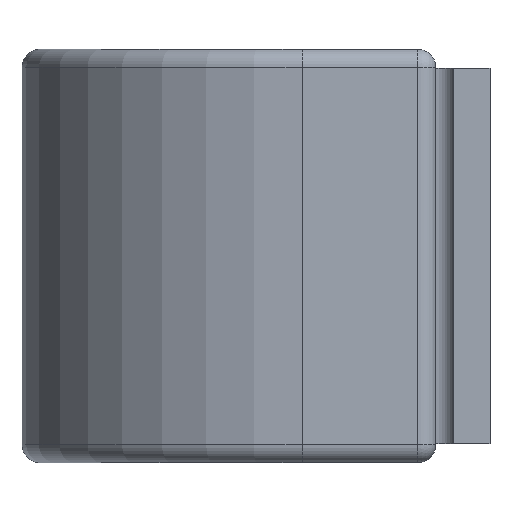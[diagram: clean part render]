
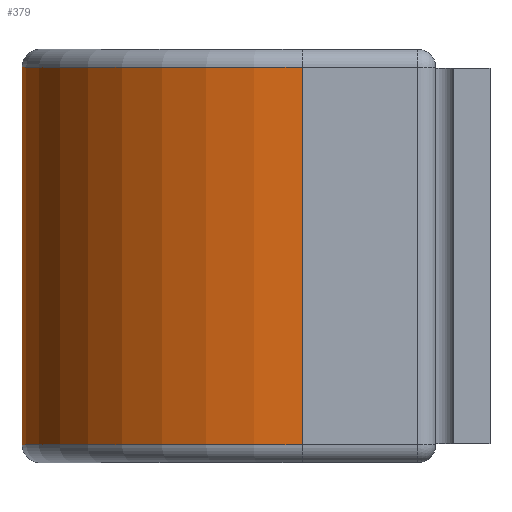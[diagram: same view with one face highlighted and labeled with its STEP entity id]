
A CAD part, left-side view. The second image highlights one B-rep face of the part: STEP entity #379.
In plain terms, the highlighted cylindrical face has radius 11.836 mm (diameter 23.673 mm), a partial arc.
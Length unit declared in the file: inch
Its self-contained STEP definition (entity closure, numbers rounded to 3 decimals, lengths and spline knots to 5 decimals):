
#17 = CYLINDRICAL_SURFACE ( 'NONE', #788, 0.466 ) ;
#131 = VERTEX_POINT ( 'NONE', #1110 ) ;
#158 = CARTESIAN_POINT ( 'NONE',  ( 0.658, 0.31225, 0.31375 ) ) ;
#219 = DIRECTION ( 'NONE',  ( 0., 0., 1. ) ) ;
#241 = DIRECTION ( 'NONE',  ( 1., 0., 0. ) ) ;
#253 = CARTESIAN_POINT ( 'NONE',  ( 1.124, 0.31225, 0.3125 ) ) ;
#275 = EDGE_LOOP ( 'NONE', ( #682, #1466, #381, #1642 ) ) ;
#287 = CIRCLE ( 'NONE', #789, 0.466 ) ;
#294 = VERTEX_POINT ( 'NONE', #1167 ) ;
#379 = ADVANCED_FACE ( 'NONE', ( #915 ), #17, .T. ) ;
#381 = ORIENTED_EDGE ( 'NONE', *, *, #1423, .T. ) ;
#544 = DIRECTION ( 'NONE',  ( 0., 0., 1. ) ) ;
#572 = CARTESIAN_POINT ( 'NONE',  ( 1.124, 0.31225, 0.31375 ) ) ;
#682 = ORIENTED_EDGE ( 'NONE', *, *, #1571, .F. ) ;
#731 = DIRECTION ( 'NONE',  ( 1., 0., 0. ) ) ;
#738 = VERTEX_POINT ( 'NONE', #158 ) ;
#769 = VECTOR ( 'NONE', #1718, 39.37008 ) ;
#775 = CIRCLE ( 'NONE', #1468, 0.466 ) ;
#788 = AXIS2_PLACEMENT_3D ( 'NONE', #253, #544, #241 ) ;
#789 = AXIS2_PLACEMENT_3D ( 'NONE', #1833, #918, #1987 ) ;
#882 = LINE ( 'NONE', #943, #769 ) ;
#915 = FACE_OUTER_BOUND ( 'NONE', #275, .T. ) ;
#918 = DIRECTION ( 'NONE',  ( 0., 0., 1. ) ) ;
#943 = CARTESIAN_POINT ( 'NONE',  ( 0.658, 0.31225, -0.31375 ) ) ;
#1005 = VERTEX_POINT ( 'NONE', #1028 ) ;
#1028 = CARTESIAN_POINT ( 'NONE',  ( 1.59, 0.31225, 0.31375 ) ) ;
#1053 = EDGE_CURVE ( 'NONE', #1005, #738, #775, .T. ) ;
#1110 = CARTESIAN_POINT ( 'NONE',  ( 1.59, 0.31225, -0.31375 ) ) ;
#1116 = VECTOR ( 'NONE', #219, 39.37008 ) ;
#1141 = LINE ( 'NONE', #1755, #1116 ) ;
#1167 = CARTESIAN_POINT ( 'NONE',  ( 0.658, 0.31225, -0.31375 ) ) ;
#1266 = EDGE_CURVE ( 'NONE', #131, #294, #287, .T. ) ;
#1423 = EDGE_CURVE ( 'NONE', #294, #738, #882, .T. ) ;
#1466 = ORIENTED_EDGE ( 'NONE', *, *, #1266, .T. ) ;
#1468 = AXIS2_PLACEMENT_3D ( 'NONE', #572, #1664, #731 ) ;
#1571 = EDGE_CURVE ( 'NONE', #131, #1005, #1141, .T. ) ;
#1642 = ORIENTED_EDGE ( 'NONE', *, *, #1053, .F. ) ;
#1664 = DIRECTION ( 'NONE',  ( 0., 0., 1. ) ) ;
#1718 = DIRECTION ( 'NONE',  ( 0., 0., 1. ) ) ;
#1755 = CARTESIAN_POINT ( 'NONE',  ( 1.59, 0.31225, -0.31375 ) ) ;
#1833 = CARTESIAN_POINT ( 'NONE',  ( 1.124, 0.31225, -0.31375 ) ) ;
#1987 = DIRECTION ( 'NONE',  ( 1., 0., 0. ) ) ;
